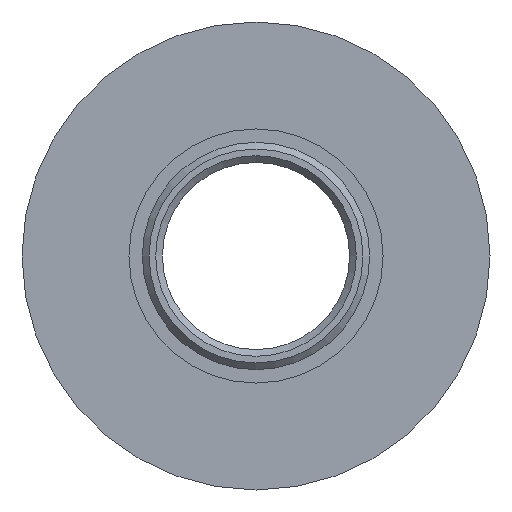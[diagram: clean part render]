
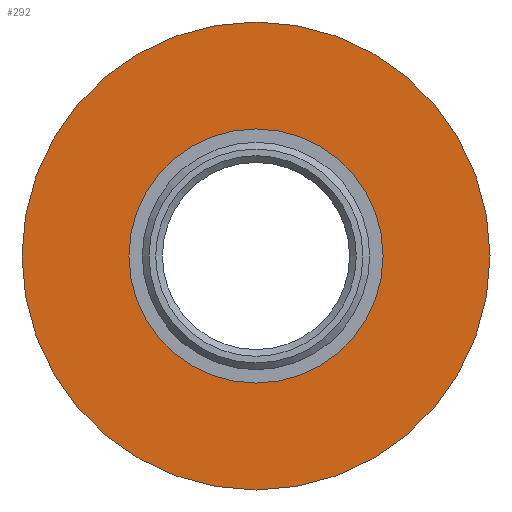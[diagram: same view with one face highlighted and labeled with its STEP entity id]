
A CAD part, front view. The second image highlights one B-rep face of the part: STEP entity #292.
In plain terms, the highlighted planar face has unit normal (0, -1, 0).
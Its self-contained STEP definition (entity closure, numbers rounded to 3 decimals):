
#24=FACE_BOUND('',#98,.T.);
#34=PLANE('',#350);
#66=FACE_OUTER_BOUND('',#97,.T.);
#97=EDGE_LOOP('',(#267));
#98=EDGE_LOOP('',(#268));
#142=CIRCLE('',#344,9.5);
#144=CIRCLE('',#348,17.5);
#164=VERTEX_POINT('',#520);
#166=VERTEX_POINT('',#527);
#197=EDGE_CURVE('',#164,#164,#142,.T.);
#200=EDGE_CURVE('',#166,#166,#144,.T.);
#267=ORIENTED_EDGE('',*,*,#200,.F.);
#268=ORIENTED_EDGE('',*,*,#197,.T.);
#292=ADVANCED_FACE('',(#66,#24),#34,.F.);
#344=AXIS2_PLACEMENT_3D('',#522,#438,#439);
#348=AXIS2_PLACEMENT_3D('',#529,#447,#448);
#350=AXIS2_PLACEMENT_3D('',#531,#451,#452);
#438=DIRECTION('center_axis',(0.,1.,0.));
#439=DIRECTION('ref_axis',(1.,0.,0.));
#447=DIRECTION('center_axis',(0.,1.,0.));
#448=DIRECTION('ref_axis',(1.,0.,0.));
#451=DIRECTION('center_axis',(0.,1.,0.));
#452=DIRECTION('ref_axis',(1.,0.,0.));
#520=CARTESIAN_POINT('',(-9.5,0.,0.));
#522=CARTESIAN_POINT('Origin',(0.,0.,0.));
#527=CARTESIAN_POINT('',(-17.5,0.,0.));
#529=CARTESIAN_POINT('Origin',(0.,0.,0.));
#531=CARTESIAN_POINT('Origin',(0.,0.,0.));
